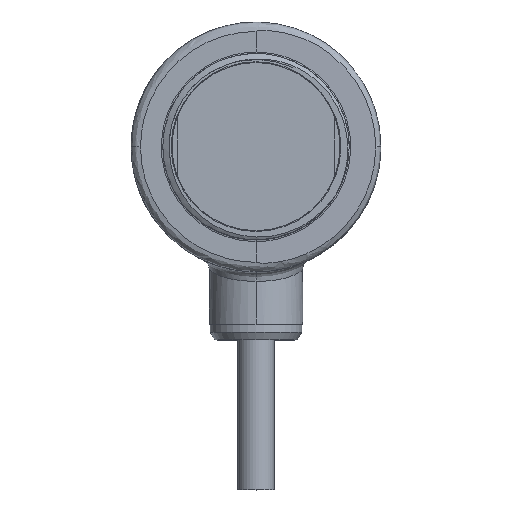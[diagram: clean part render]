
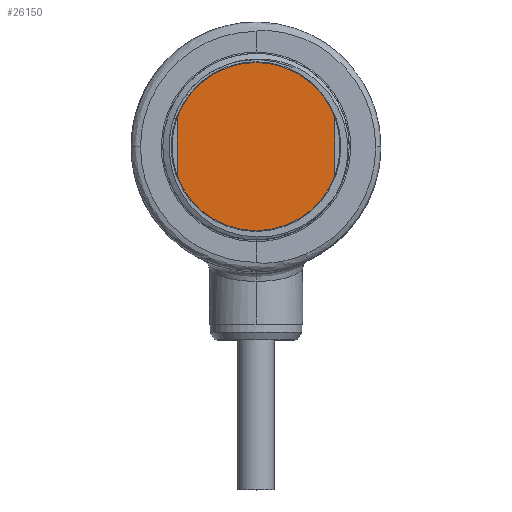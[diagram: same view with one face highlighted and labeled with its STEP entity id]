
A CAD part, top view. The second image highlights one B-rep face of the part: STEP entity #26150.
In plain terms, the highlighted planar face has unit normal (0, 0, 1).
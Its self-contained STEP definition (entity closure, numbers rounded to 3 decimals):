
#12727=DIRECTION('',(0.,-1.,0.));
#12728=VECTOR('',#12727,9.306);
#12729=CARTESIAN_POINT('',(12.7,4.653,33.934));
#12730=LINE('',#12729,#12728);
#12731=CARTESIAN_POINT('',(0.,0.,33.934));
#12732=DIRECTION('',(0.,0.,-1.));
#12733=DIRECTION('',(0.939,-0.344,0.));
#12734=AXIS2_PLACEMENT_3D('',#12731,#12732,#12733);
#12736=DIRECTION('',(0.,1.,0.));
#12737=VECTOR('',#12736,9.306);
#12738=CARTESIAN_POINT('',(-12.7,-4.653,33.934));
#12739=LINE('',#12738,#12737);
#12740=CARTESIAN_POINT('',(0.,0.,33.934));
#12741=DIRECTION('',(0.,0.,-1.));
#12742=DIRECTION('',(-0.939,0.344,0.));
#12743=AXIS2_PLACEMENT_3D('',#12740,#12741,#12742);
#13646=CARTESIAN_POINT('',(-12.7,-4.653,33.934));
#13647=CARTESIAN_POINT('',(-12.7,4.653,33.934));
#13648=VERTEX_POINT('',#13646);
#13649=VERTEX_POINT('',#13647);
#13656=CARTESIAN_POINT('',(12.7,4.653,33.934));
#13657=CARTESIAN_POINT('',(12.7,-4.653,33.934));
#13658=VERTEX_POINT('',#13656);
#13659=VERTEX_POINT('',#13657);
#26138=CARTESIAN_POINT('',(0.,0.,33.934));
#26139=DIRECTION('',(0.,0.,-1.));
#26140=DIRECTION('',(1.,0.,0.));
#26141=AXIS2_PLACEMENT_3D('',#26138,#26139,#26140);
#26142=PLANE('',#26141);
#26143=ORIENTED_EDGE('',*,*,#26129,.T.);
#26144=ORIENTED_EDGE('',*,*,#26090,.T.);
#26146=ORIENTED_EDGE('',*,*,#26145,.T.);
#26147=ORIENTED_EDGE('',*,*,#26113,.T.);
#26148=EDGE_LOOP('',(#26143,#26144,#26146,#26147));
#26149=FACE_OUTER_BOUND('',#26148,.F.);
#26150=ADVANCED_FACE('',(#26149),#26142,.F.);
#12735=CIRCLE('',#12734,13.526);
#12744=CIRCLE('',#12743,13.526);
#26090=EDGE_CURVE('',#13659,#13648,#12735,.T.);
#26113=EDGE_CURVE('',#13649,#13658,#12744,.T.);
#26129=EDGE_CURVE('',#13658,#13659,#12730,.T.);
#26145=EDGE_CURVE('',#13648,#13649,#12739,.T.);
